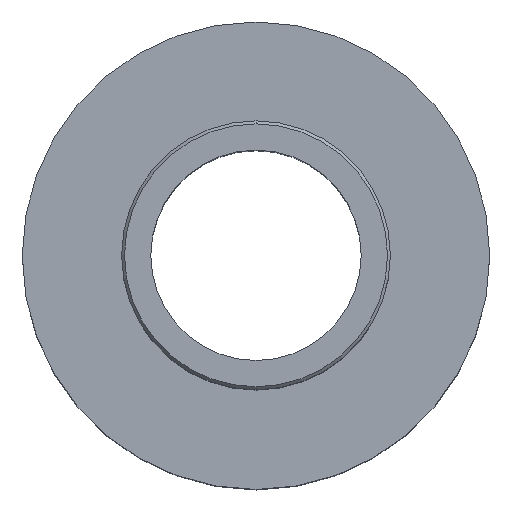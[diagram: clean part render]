
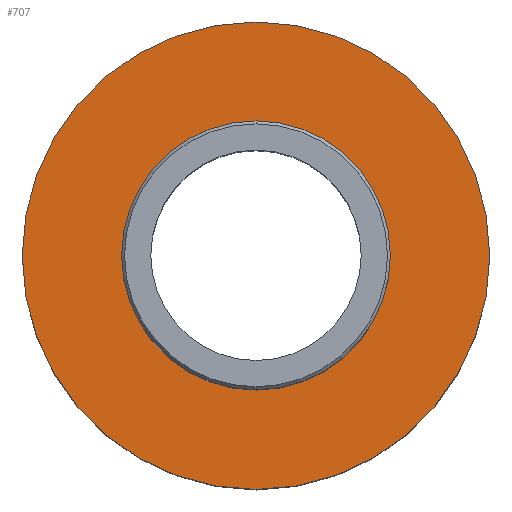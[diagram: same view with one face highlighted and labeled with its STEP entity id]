
A CAD part, top view. The second image highlights one B-rep face of the part: STEP entity #707.
In plain terms, the highlighted planar face has unit normal (0, 0, 1).
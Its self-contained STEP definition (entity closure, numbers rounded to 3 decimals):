
#206=CARTESIAN_POINT('',(0.,0.,0.));
#207=DIRECTION('',(0.,0.,-1.));
#208=DIRECTION('',(0.,1.,0.));
#209=AXIS2_PLACEMENT_3D('',#206,#207,#208);
#214=CARTESIAN_POINT('',(0.,0.,0.));
#215=DIRECTION('',(0.,0.,1.));
#216=DIRECTION('',(0.,1.,0.));
#217=AXIS2_PLACEMENT_3D('',#214,#215,#216);
#230=CARTESIAN_POINT('',(0.,0.,0.));
#231=DIRECTION('',(0.,0.,1.));
#232=DIRECTION('',(0.,1.,0.));
#233=AXIS2_PLACEMENT_3D('',#230,#231,#232);
#299=CARTESIAN_POINT('',(0.,0.,0.));
#300=DIRECTION('',(0.,0.,-1.));
#301=DIRECTION('',(0.,1.,0.));
#302=AXIS2_PLACEMENT_3D('',#299,#300,#301);
#434=CARTESIAN_POINT('',(0.,23.,0.));
#435=CARTESIAN_POINT('',(0.,-23.,0.));
#436=VERTEX_POINT('',#434);
#437=VERTEX_POINT('',#435);
#459=CARTESIAN_POINT('',(0.,40.,0.));
#461=VERTEX_POINT('',#459);
#467=CARTESIAN_POINT('',(0.,-40.,0.));
#469=VERTEX_POINT('',#467);
#692=CARTESIAN_POINT('',(0.,0.,0.));
#693=DIRECTION('',(0.,0.,1.));
#694=DIRECTION('',(0.,1.,0.));
#695=AXIS2_PLACEMENT_3D('',#692,#693,#694);
#696=PLANE('',#695);
#697=ORIENTED_EDGE('',*,*,#687,.T.);
#698=ORIENTED_EDGE('',*,*,#671,.F.);
#699=EDGE_LOOP('',(#697,#698));
#700=FACE_OUTER_BOUND('',#699,.F.);
#702=ORIENTED_EDGE('',*,*,#701,.T.);
#704=ORIENTED_EDGE('',*,*,#703,.F.);
#705=EDGE_LOOP('',(#702,#704));
#706=FACE_BOUND('',#705,.F.);
#210=CIRCLE('',#209,40.);
#218=CIRCLE('',#217,40.);
#234=CIRCLE('',#233,23.);
#303=CIRCLE('',#302,23.);
#671=EDGE_CURVE('',#461,#469,#218,.T.);
#687=EDGE_CURVE('',#461,#469,#210,.T.);
#701=EDGE_CURVE('',#436,#437,#234,.T.);
#703=EDGE_CURVE('',#436,#437,#303,.T.);
#707=ADVANCED_FACE('',(#700,#706),#696,.T.);
